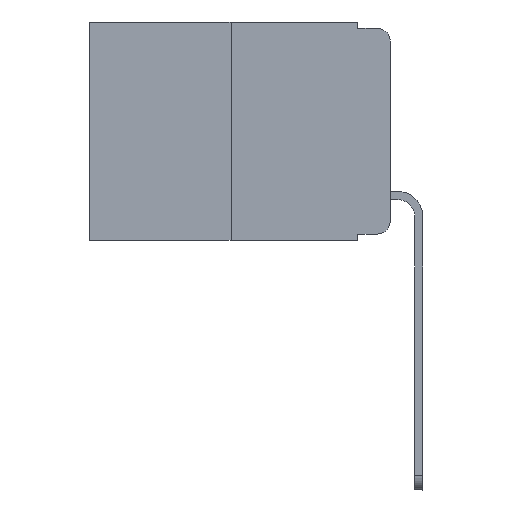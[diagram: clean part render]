
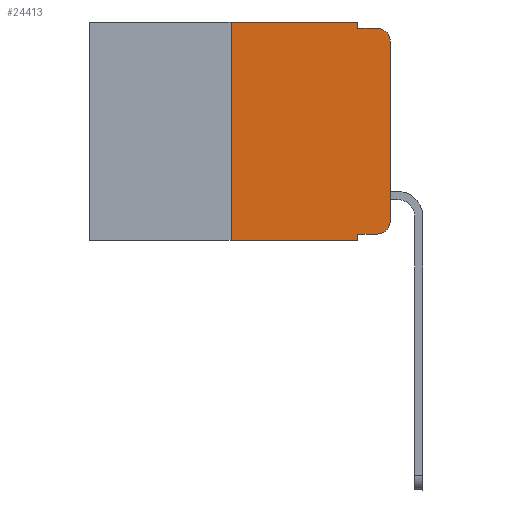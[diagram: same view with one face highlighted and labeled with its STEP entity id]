
A CAD part, left-side view. The second image highlights one B-rep face of the part: STEP entity #24413.
In plain terms, the highlighted planar face has unit normal (-1, 0, 0).
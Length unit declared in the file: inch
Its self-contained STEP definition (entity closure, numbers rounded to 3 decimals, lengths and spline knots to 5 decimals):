
#122 = EDGE_CURVE ( 'NONE', #22672, #6627, #23820, .T. ) ;
#280 = ORIENTED_EDGE ( 'NONE', *, *, #20347, .T. ) ;
#407 = LINE ( 'NONE', #7554, #12972 ) ;
#601 = VECTOR ( 'NONE', #22563, 39.37008 ) ;
#981 = EDGE_CURVE ( 'NONE', #23055, #13416, #21992, .T. ) ;
#1052 = CARTESIAN_POINT ( 'NONE',  ( 0., 0.02, -0.313 ) ) ;
#1989 = VECTOR ( 'NONE', #12826, 39.37008 ) ;
#2155 = ORIENTED_EDGE ( 'NONE', *, *, #981, .F. ) ;
#3222 = DIRECTION ( 'NONE',  ( 0., 0., 1. ) ) ;
#3407 = DIRECTION ( 'NONE',  ( -1., 0., 0. ) ) ;
#3654 = CARTESIAN_POINT ( 'NONE',  ( 0., 0.02, -0.333 ) ) ;
#4396 = VERTEX_POINT ( 'NONE', #17145 ) ;
#4634 = LINE ( 'NONE', #6901, #10074 ) ;
#5392 = FACE_OUTER_BOUND ( 'NONE', #7120, .T. ) ;
#5594 = DIRECTION ( 'NONE',  ( 0., -1., 0. ) ) ;
#5911 = VERTEX_POINT ( 'NONE', #14391 ) ;
#5975 = EDGE_CURVE ( 'NONE', #22672, #4396, #20308, .T. ) ;
#6150 = CARTESIAN_POINT ( 'NONE',  ( 0., 0.25, 0. ) ) ;
#6580 = CARTESIAN_POINT ( 'NONE',  ( 0., 0.051, -0.333 ) ) ;
#6627 = VERTEX_POINT ( 'NONE', #3654 ) ;
#6651 = DIRECTION ( 'NONE',  ( 0., -1., 0. ) ) ;
#6901 = CARTESIAN_POINT ( 'NONE',  ( 0., 0.051, -0.01 ) ) ;
#6954 = EDGE_CURVE ( 'NONE', #21857, #4396, #15161, .T. ) ;
#7120 = EDGE_LOOP ( 'NONE', ( #280, #15101, #7236, #2155, #8942, #12027, #23157, #21202, #13899, #12169 ) ) ;
#7170 = LINE ( 'NONE', #7536, #1989 ) ;
#7236 = ORIENTED_EDGE ( 'NONE', *, *, #24675, .F. ) ;
#7456 = DIRECTION ( 'NONE',  ( 0., 0., -1. ) ) ;
#7536 = CARTESIAN_POINT ( 'NONE',  ( 0., 0., 0. ) ) ;
#7554 = CARTESIAN_POINT ( 'NONE',  ( 0., 0.473, 0. ) ) ;
#7694 = EDGE_CURVE ( 'NONE', #5911, #20338, #19925, .T. ) ;
#7920 = CARTESIAN_POINT ( 'NONE',  ( 0., 0.051, 0. ) ) ;
#8864 = CARTESIAN_POINT ( 'NONE',  ( 0., 0.051, 0. ) ) ;
#8890 = LINE ( 'NONE', #22460, #15294 ) ;
#8942 = ORIENTED_EDGE ( 'NONE', *, *, #14170, .F. ) ;
#9611 = AXIS2_PLACEMENT_3D ( 'NONE', #1052, #3407, #11067 ) ;
#10000 = CIRCLE ( 'NONE', #9611, 0.02 ) ;
#10074 = VECTOR ( 'NONE', #6651, 39.37008 ) ;
#10475 = DIRECTION ( 'NONE',  ( 0., -1., 0. ) ) ;
#10751 = CARTESIAN_POINT ( 'NONE',  ( 0., 0.051, -0.01 ) ) ;
#11067 = DIRECTION ( 'NONE',  ( 0., 0., -1. ) ) ;
#12027 = ORIENTED_EDGE ( 'NONE', *, *, #16413, .F. ) ;
#12061 = AXIS2_PLACEMENT_3D ( 'NONE', #14714, #13062, #13181 ) ;
#12169 = ORIENTED_EDGE ( 'NONE', *, *, #18502, .T. ) ;
#12562 = VECTOR ( 'NONE', #18327, 39.37008 ) ;
#12826 = DIRECTION ( 'NONE',  ( 0., 0., 1. ) ) ;
#12972 = VECTOR ( 'NONE', #15222, 39.37008 ) ;
#13062 = DIRECTION ( 'NONE',  ( 1., 0., 0. ) ) ;
#13181 = DIRECTION ( 'NONE',  ( 0., 0., -1. ) ) ;
#13416 = VERTEX_POINT ( 'NONE', #10751 ) ;
#13899 = ORIENTED_EDGE ( 'NONE', *, *, #122, .T. ) ;
#14170 = EDGE_CURVE ( 'NONE', #17492, #23055, #407, .T. ) ;
#14391 = CARTESIAN_POINT ( 'NONE',  ( 0., 0., -0.03 ) ) ;
#14714 = CARTESIAN_POINT ( 'NONE',  ( 0., 0.473, 0. ) ) ;
#15080 = VECTOR ( 'NONE', #5594, 39.37008 ) ;
#15101 = ORIENTED_EDGE ( 'NONE', *, *, #7694, .T. ) ;
#15161 = LINE ( 'NONE', #22835, #15080 ) ;
#15222 = DIRECTION ( 'NONE',  ( 0., -1., 0. ) ) ;
#15294 = VECTOR ( 'NONE', #3222, 39.37008 ) ;
#15949 = CARTESIAN_POINT ( 'NONE',  ( 0., 0.051, 0. ) ) ;
#16413 = EDGE_CURVE ( 'NONE', #21857, #17492, #8890, .T. ) ;
#17145 = CARTESIAN_POINT ( 'NONE',  ( 0., 0.051, -0.343 ) ) ;
#17492 = VERTEX_POINT ( 'NONE', #6150 ) ;
#17709 = CARTESIAN_POINT ( 'NONE',  ( 0., 0.25, -0.343 ) ) ;
#18299 = VECTOR ( 'NONE', #10475, 39.37008 ) ;
#18327 = DIRECTION ( 'NONE',  ( 0., 0., -1. ) ) ;
#18502 = EDGE_CURVE ( 'NONE', #6627, #20959, #10000, .T. ) ;
#18838 = PLANE ( 'NONE',  #12061 ) ;
#19507 = CARTESIAN_POINT ( 'NONE',  ( 0., 0.051, -0.333 ) ) ;
#19923 = CARTESIAN_POINT ( 'NONE',  ( 0., 0., -0.313 ) ) ;
#19925 = CIRCLE ( 'NONE', #22349, 0.02 ) ;
#20308 = LINE ( 'NONE', #8864, #601 ) ;
#20338 = VERTEX_POINT ( 'NONE', #24401 ) ;
#20347 = EDGE_CURVE ( 'NONE', #20959, #5911, #7170, .T. ) ;
#20959 = VERTEX_POINT ( 'NONE', #19923 ) ;
#21202 = ORIENTED_EDGE ( 'NONE', *, *, #5975, .F. ) ;
#21857 = VERTEX_POINT ( 'NONE', #17709 ) ;
#21992 = LINE ( 'NONE', #15949, #12562 ) ;
#22349 = AXIS2_PLACEMENT_3D ( 'NONE', #24571, #22795, #7456 ) ;
#22460 = CARTESIAN_POINT ( 'NONE',  ( 0., 0.25, 0. ) ) ;
#22563 = DIRECTION ( 'NONE',  ( 0., 0., -1. ) ) ;
#22672 = VERTEX_POINT ( 'NONE', #19507 ) ;
#22795 = DIRECTION ( 'NONE',  ( -1., 0., 0. ) ) ;
#22835 = CARTESIAN_POINT ( 'NONE',  ( 0., 0.473, -0.343 ) ) ;
#23055 = VERTEX_POINT ( 'NONE', #7920 ) ;
#23157 = ORIENTED_EDGE ( 'NONE', *, *, #6954, .T. ) ;
#23820 = LINE ( 'NONE', #6580, #18299 ) ;
#24401 = CARTESIAN_POINT ( 'NONE',  ( 0., 0.02, -0.01 ) ) ;
#24413 = ADVANCED_FACE ( 'NONE', ( #5392 ), #18838, .F. ) ;
#24571 = CARTESIAN_POINT ( 'NONE',  ( 0., 0.02, -0.03 ) ) ;
#24675 = EDGE_CURVE ( 'NONE', #13416, #20338, #4634, .T. ) ;
